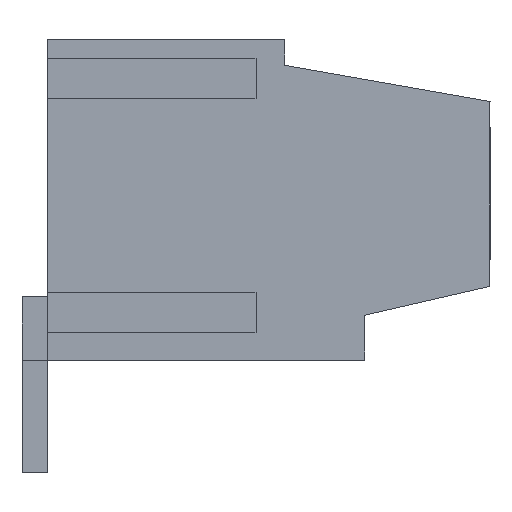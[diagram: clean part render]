
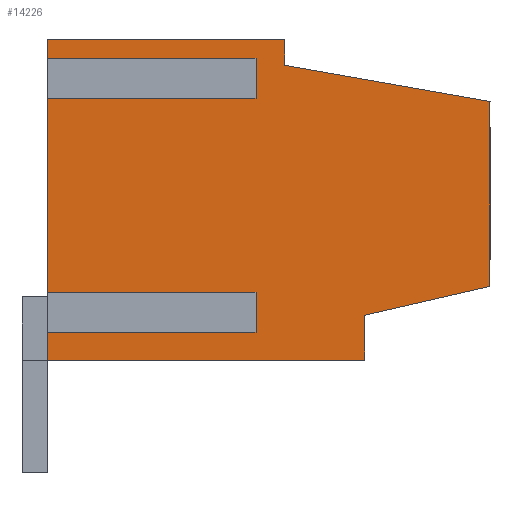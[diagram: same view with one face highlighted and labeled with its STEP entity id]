
A CAD part, left-side view. The second image highlights one B-rep face of the part: STEP entity #14226.
In plain terms, the highlighted planar face has unit normal (-1, 0, 0).
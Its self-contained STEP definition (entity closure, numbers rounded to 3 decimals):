
#14163=AXIS2_PLACEMENT_3D('Plane Axis2P3D',#14160,#14161,#14162) ;
#13210=CARTESIAN_POINT('Vertex',(0.55,13.8,3.5)) ;
#13213=CARTESIAN_POINT('Line Origine',(0.55,13.8,4.097)) ;
#13217=CARTESIAN_POINT('Vertex',(0.55,13.8,4.694)) ;
#13238=CARTESIAN_POINT('Vertex',(0.55,13.8,5.306)) ;
#13241=CARTESIAN_POINT('Line Origine',(0.55,13.8,8.65)) ;
#13245=CARTESIAN_POINT('Vertex',(0.55,13.8,11.994)) ;
#13266=CARTESIAN_POINT('Vertex',(0.55,13.8,12.606)) ;
#13269=CARTESIAN_POINT('Line Origine',(0.55,13.8,13.053)) ;
#13273=CARTESIAN_POINT('Vertex',(0.55,13.8,13.5)) ;
#13721=CARTESIAN_POINT('Line Origine',(0.55,10.1,13.5)) ;
#13725=CARTESIAN_POINT('Vertex',(0.55,6.4,13.5)) ;
#13814=CARTESIAN_POINT('Line Origine',(0.55,6.4,13.1)) ;
#13818=CARTESIAN_POINT('Vertex',(0.55,6.4,12.7)) ;
#13839=CARTESIAN_POINT('Line Origine',(0.55,3.2,12.136)) ;
#13843=CARTESIAN_POINT('Vertex',(0.55,0.,11.572)) ;
#13864=CARTESIAN_POINT('Line Origine',(0.55,0.,8.686)) ;
#13868=CARTESIAN_POINT('Vertex',(0.55,0.,5.8)) ;
#13925=CARTESIAN_POINT('Line Origine',(0.55,1.95,5.35)) ;
#13929=CARTESIAN_POINT('Vertex',(0.55,3.9,4.9)) ;
#14060=CARTESIAN_POINT('Vertex',(0.55,3.9,3.5)) ;
#14063=CARTESIAN_POINT('Line Origine',(0.55,8.85,3.5)) ;
#14160=CARTESIAN_POINT('Axis2P3D Location',(0.55,14.6,0.)) ;
#14165=CARTESIAN_POINT('Line Origine',(0.55,10.55,5.306)) ;
#14169=CARTESIAN_POINT('Vertex',(0.55,7.3,5.306)) ;
#14172=CARTESIAN_POINT('Line Origine',(0.55,7.3,5.)) ;
#14176=CARTESIAN_POINT('Vertex',(0.55,7.3,4.694)) ;
#14179=CARTESIAN_POINT('Line Origine',(0.55,10.55,4.694)) ;
#14184=CARTESIAN_POINT('Line Origine',(0.55,3.9,4.2)) ;
#14189=CARTESIAN_POINT('Line Origine',(0.55,10.55,12.606)) ;
#14193=CARTESIAN_POINT('Vertex',(0.55,7.3,12.606)) ;
#14196=CARTESIAN_POINT('Line Origine',(0.55,7.3,12.3)) ;
#14200=CARTESIAN_POINT('Vertex',(0.55,7.3,11.994)) ;
#14203=CARTESIAN_POINT('Line Origine',(0.55,10.55,11.994)) ;
#13214=DIRECTION('Vector Direction',(0.,0.,-1.)) ;
#13242=DIRECTION('Vector Direction',(0.,0.,-1.)) ;
#13270=DIRECTION('Vector Direction',(0.,0.,-1.)) ;
#13722=DIRECTION('Vector Direction',(0.,1.,0.)) ;
#13815=DIRECTION('Vector Direction',(0.,0.,1.)) ;
#13840=DIRECTION('Vector Direction',(0.,0.985,0.174)) ;
#13865=DIRECTION('Vector Direction',(0.,0.,1.)) ;
#13926=DIRECTION('Vector Direction',(0.,-0.974,0.225)) ;
#14064=DIRECTION('Vector Direction',(0.,-1.,0.)) ;
#14161=DIRECTION('Axis2P3D Direction',(-1.,0.,0.)) ;
#14162=DIRECTION('Axis2P3D XDirection',(0.,-1.,0.)) ;
#14166=DIRECTION('Vector Direction',(0.,-1.,0.)) ;
#14173=DIRECTION('Vector Direction',(0.,0.,-1.)) ;
#14180=DIRECTION('Vector Direction',(0.,-1.,0.)) ;
#14185=DIRECTION('Vector Direction',(0.,0.,1.)) ;
#14190=DIRECTION('Vector Direction',(0.,-1.,0.)) ;
#14197=DIRECTION('Vector Direction',(0.,0.,-1.)) ;
#14204=DIRECTION('Vector Direction',(0.,-1.,0.)) ;
#13215=VECTOR('Line Direction',#13214,1.) ;
#13243=VECTOR('Line Direction',#13242,1.) ;
#13271=VECTOR('Line Direction',#13270,1.) ;
#13723=VECTOR('Line Direction',#13722,1.) ;
#13816=VECTOR('Line Direction',#13815,1.) ;
#13841=VECTOR('Line Direction',#13840,1.) ;
#13866=VECTOR('Line Direction',#13865,1.) ;
#13927=VECTOR('Line Direction',#13926,1.) ;
#14065=VECTOR('Line Direction',#14064,1.) ;
#14167=VECTOR('Line Direction',#14166,1.) ;
#14174=VECTOR('Line Direction',#14173,1.) ;
#14181=VECTOR('Line Direction',#14180,1.) ;
#14186=VECTOR('Line Direction',#14185,1.) ;
#14191=VECTOR('Line Direction',#14190,1.) ;
#14198=VECTOR('Line Direction',#14197,1.) ;
#14205=VECTOR('Line Direction',#14204,1.) ;
#14209=ORIENTED_EDGE('',*,*,#13247,.T.) ;
#14210=ORIENTED_EDGE('',*,*,#14171,.T.) ;
#14211=ORIENTED_EDGE('',*,*,#14178,.T.) ;
#14212=ORIENTED_EDGE('',*,*,#14183,.F.) ;
#14213=ORIENTED_EDGE('',*,*,#13219,.T.) ;
#14214=ORIENTED_EDGE('',*,*,#14067,.T.) ;
#14215=ORIENTED_EDGE('',*,*,#14188,.T.) ;
#14216=ORIENTED_EDGE('',*,*,#13931,.T.) ;
#14217=ORIENTED_EDGE('',*,*,#13870,.T.) ;
#14218=ORIENTED_EDGE('',*,*,#13845,.T.) ;
#14219=ORIENTED_EDGE('',*,*,#13820,.T.) ;
#14220=ORIENTED_EDGE('',*,*,#13727,.T.) ;
#14221=ORIENTED_EDGE('',*,*,#13275,.T.) ;
#14222=ORIENTED_EDGE('',*,*,#14195,.T.) ;
#14223=ORIENTED_EDGE('',*,*,#14202,.T.) ;
#14224=ORIENTED_EDGE('',*,*,#14207,.F.) ;
#14226=ADVANCED_FACE('HOUSING',(#14225),#14164,.T.) ;
#13219=EDGE_CURVE('',#13218,#13211,#13216,.T.) ;
#13247=EDGE_CURVE('',#13246,#13239,#13244,.T.) ;
#13275=EDGE_CURVE('',#13274,#13267,#13272,.T.) ;
#13727=EDGE_CURVE('',#13726,#13274,#13724,.T.) ;
#13820=EDGE_CURVE('',#13819,#13726,#13817,.T.) ;
#13845=EDGE_CURVE('',#13844,#13819,#13842,.T.) ;
#13870=EDGE_CURVE('',#13869,#13844,#13867,.T.) ;
#13931=EDGE_CURVE('',#13930,#13869,#13928,.T.) ;
#14067=EDGE_CURVE('',#13211,#14061,#14066,.T.) ;
#14171=EDGE_CURVE('',#13239,#14170,#14168,.T.) ;
#14178=EDGE_CURVE('',#14170,#14177,#14175,.T.) ;
#14183=EDGE_CURVE('',#13218,#14177,#14182,.T.) ;
#14188=EDGE_CURVE('',#14061,#13930,#14187,.T.) ;
#14195=EDGE_CURVE('',#13267,#14194,#14192,.T.) ;
#14202=EDGE_CURVE('',#14194,#14201,#14199,.T.) ;
#14207=EDGE_CURVE('',#13246,#14201,#14206,.T.) ;
#14208=EDGE_LOOP('',(#14209,#14210,#14211,#14212,#14213,#14214,#14215,#14216,#14217,#14218,#14219,#14220,#14221,#14222,#14223,#14224)) ;
#14225=FACE_OUTER_BOUND('',#14208,.T.) ;
#13216=LINE('Line',#13213,#13215) ;
#13244=LINE('Line',#13241,#13243) ;
#13272=LINE('Line',#13269,#13271) ;
#13724=LINE('Line',#13721,#13723) ;
#13817=LINE('Line',#13814,#13816) ;
#13842=LINE('Line',#13839,#13841) ;
#13867=LINE('Line',#13864,#13866) ;
#13928=LINE('Line',#13925,#13927) ;
#14066=LINE('Line',#14063,#14065) ;
#14168=LINE('Line',#14165,#14167) ;
#14175=LINE('Line',#14172,#14174) ;
#14182=LINE('Line',#14179,#14181) ;
#14187=LINE('Line',#14184,#14186) ;
#14192=LINE('Line',#14189,#14191) ;
#14199=LINE('Line',#14196,#14198) ;
#14206=LINE('Line',#14203,#14205) ;
#14164=PLANE('',#14163) ;
#13211=VERTEX_POINT('',#13210) ;
#13218=VERTEX_POINT('',#13217) ;
#13239=VERTEX_POINT('',#13238) ;
#13246=VERTEX_POINT('',#13245) ;
#13267=VERTEX_POINT('',#13266) ;
#13274=VERTEX_POINT('',#13273) ;
#13726=VERTEX_POINT('',#13725) ;
#13819=VERTEX_POINT('',#13818) ;
#13844=VERTEX_POINT('',#13843) ;
#13869=VERTEX_POINT('',#13868) ;
#13930=VERTEX_POINT('',#13929) ;
#14061=VERTEX_POINT('',#14060) ;
#14170=VERTEX_POINT('',#14169) ;
#14177=VERTEX_POINT('',#14176) ;
#14194=VERTEX_POINT('',#14193) ;
#14201=VERTEX_POINT('',#14200) ;
